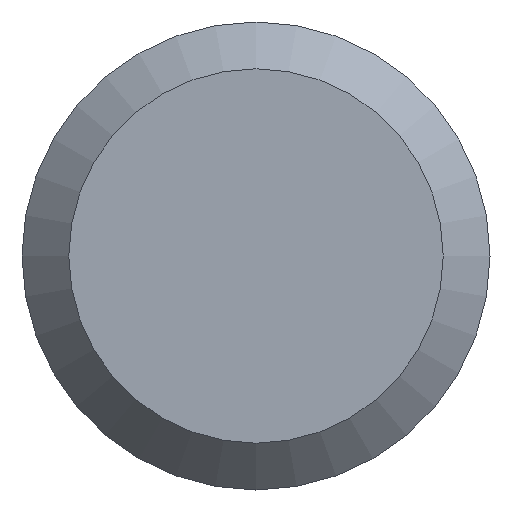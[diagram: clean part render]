
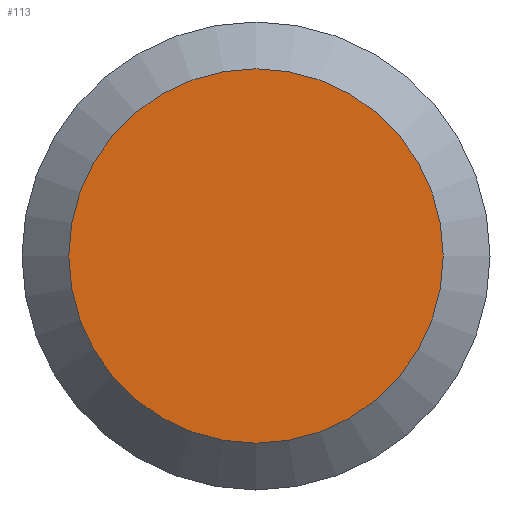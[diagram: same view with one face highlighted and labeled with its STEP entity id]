
A CAD part, left-side view. The second image highlights one B-rep face of the part: STEP entity #113.
In plain terms, the highlighted planar face has unit normal (-1, 0, 0).
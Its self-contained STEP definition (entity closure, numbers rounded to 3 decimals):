
#2 = CARTESIAN_POINT ( 'NONE',  ( 0., 0., -2.8 ) ) ;
#7 = DIRECTION ( 'NONE',  ( 0., 0., -1. ) ) ;
#41 = AXIS2_PLACEMENT_3D ( 'NONE', #118, #103, #7 ) ;
#84 = CIRCLE ( 'NONE', #143, 2.8 ) ;
#88 = DIRECTION ( 'NONE',  ( 0., 0., -1. ) ) ;
#103 = DIRECTION ( 'NONE',  ( 1., 0., 0. ) ) ;
#110 = EDGE_CURVE ( 'NONE', #169, #169, #84, .T. ) ;
#113 = ADVANCED_FACE ( 'NONE', ( #168 ), #184, .F. ) ;
#118 = CARTESIAN_POINT ( 'NONE',  ( 0., 3.5, 0. ) ) ;
#122 = CARTESIAN_POINT ( 'NONE',  ( 0., 0., 0. ) ) ;
#139 = ORIENTED_EDGE ( 'NONE', *, *, #110, .T. ) ;
#140 = DIRECTION ( 'NONE',  ( -1., 0., 0. ) ) ;
#143 = AXIS2_PLACEMENT_3D ( 'NONE', #122, #140, #88 ) ;
#168 = FACE_OUTER_BOUND ( 'NONE', #212, .T. ) ;
#169 = VERTEX_POINT ( 'NONE', #2 ) ;
#184 = PLANE ( 'NONE',  #41 ) ;
#212 = EDGE_LOOP ( 'NONE', ( #139 ) ) ;
